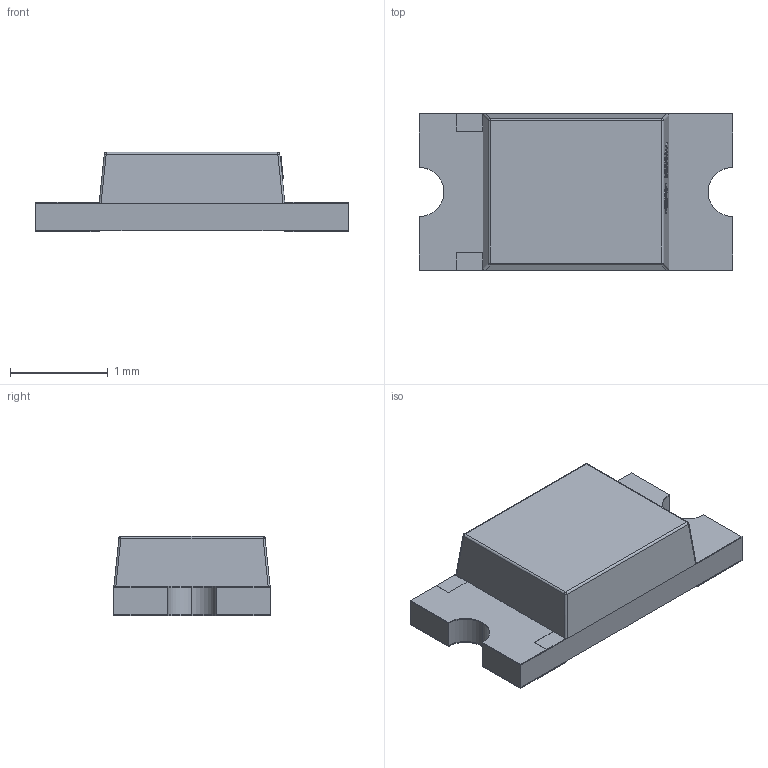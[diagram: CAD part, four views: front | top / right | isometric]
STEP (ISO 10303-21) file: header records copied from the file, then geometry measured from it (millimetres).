
FILE_DESCRIPTION (( 'STEP AP214' ), '1' );
FILE_NAME ('LED1206-R-RD_WHITE.STEP', '2023-04-27T14:30:11', ( '微软用户' ), ( '微软中国' ), 'SwSTEP 2.0', 'SolidWorks 2020', '' );
FILE_SCHEMA (( 'AUTOMOTIVE_DESIGN' ));
Length unit declared in the file: millimetre
Products named in the file (1): LED1206-R-RD_WHITE
Bounding box: 3.2 x 1.6 x 0.81 mm (x, y, z)
Volume: 2.9 mm3; surface area: 23.6 mm2
Topology: 5 solids, 5 shells, 303 faces, 806 edges, 532 vertices
Faces by surface type: plane 184, bspline 98, cylinder 17, sphere 4
Entity records: 13237 total; most frequent: CARTESIAN_POINT 2960, ORIENTED_EDGE 1612, DIRECTION 1044, EDGE_CURVE 806, LINE 572, VECTOR 572, VERTEX_POINT 532, EDGE_LOOP 322
